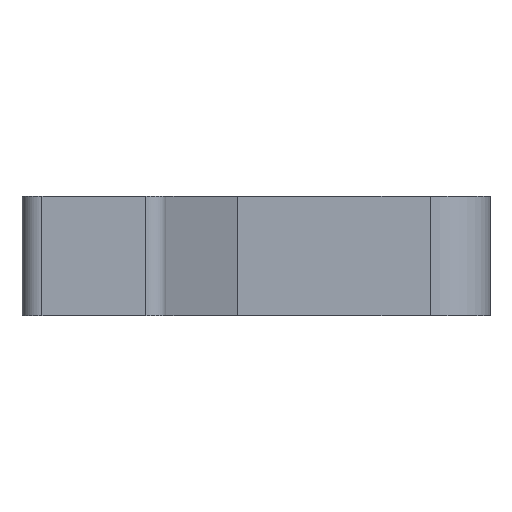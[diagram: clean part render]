
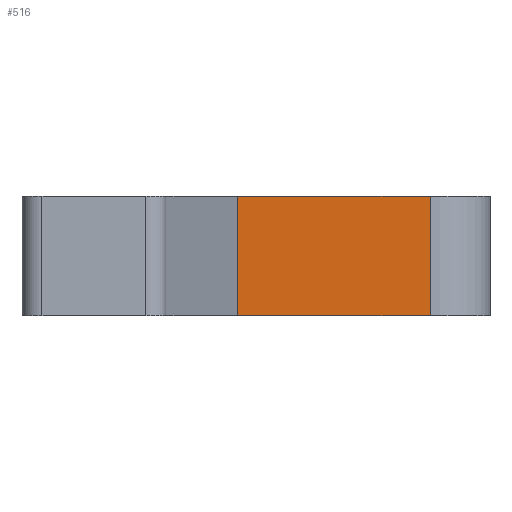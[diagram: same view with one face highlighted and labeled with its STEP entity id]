
A CAD part, left-side view. The second image highlights one B-rep face of the part: STEP entity #516.
In plain terms, the highlighted planar face has unit normal (-1, 0, 0).
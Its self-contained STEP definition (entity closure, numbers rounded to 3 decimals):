
#20 = ORIENTED_EDGE ( 'NONE', *, *, #286, .T. ) ;
#54 = CARTESIAN_POINT ( 'NONE',  ( -9.398, -8.43, -3. ) ) ;
#65 = CARTESIAN_POINT ( 'NONE',  ( -9.398, 1.189, 3. ) ) ;
#201 = AXIS2_PLACEMENT_3D ( 'NONE', #524, #478, #477 ) ;
#205 = LINE ( 'NONE', #797, #653 ) ;
#222 = FACE_OUTER_BOUND ( 'NONE', #506, .T. ) ;
#286 = EDGE_CURVE ( 'NONE', #808, #495, #205, .T. ) ;
#290 = EDGE_CURVE ( 'NONE', #495, #869, #814, .T. ) ;
#291 = EDGE_CURVE ( 'NONE', #353, #869, #953, .T. ) ;
#293 = EDGE_CURVE ( 'NONE', #808, #353, #464, .T. ) ;
#353 = VERTEX_POINT ( 'NONE', #642 ) ;
#423 = VECTOR ( 'NONE', #781, 1000. ) ;
#464 = LINE ( 'NONE', #794, #937 ) ;
#477 = DIRECTION ( 'NONE',  ( 0., 0., -1. ) ) ;
#478 = DIRECTION ( 'NONE',  ( 1., 0., 0. ) ) ;
#479 = PLANE ( 'NONE',  #201 ) ;
#483 = ORIENTED_EDGE ( 'NONE', *, *, #290, .T. ) ;
#495 = VERTEX_POINT ( 'NONE', #518 ) ;
#506 = EDGE_LOOP ( 'NONE', ( #483, #683, #833, #20 ) ) ;
#516 = ADVANCED_FACE ( 'NONE', ( #222 ), #479, .F. ) ;
#518 = CARTESIAN_POINT ( 'NONE',  ( -9.398, 1.189, -3. ) ) ;
#524 = CARTESIAN_POINT ( 'NONE',  ( -9.398, 0., 3. ) ) ;
#642 = CARTESIAN_POINT ( 'NONE',  ( -9.398, -8.43, 3. ) ) ;
#653 = VECTOR ( 'NONE', #792, 1000. ) ;
#683 = ORIENTED_EDGE ( 'NONE', *, *, #291, .F. ) ;
#779 = DIRECTION ( 'NONE',  ( 0., -1., 0. ) ) ;
#781 = DIRECTION ( 'NONE',  ( 0., 0., -1. ) ) ;
#783 = CARTESIAN_POINT ( 'NONE',  ( -9.398, -8.43, 3. ) ) ;
#785 = DIRECTION ( 'NONE',  ( 0., -1., 0. ) ) ;
#790 = CARTESIAN_POINT ( 'NONE',  ( -9.398, 0., -3. ) ) ;
#792 = DIRECTION ( 'NONE',  ( 0., 0., -1. ) ) ;
#793 = VECTOR ( 'NONE', #785, 1000. ) ;
#794 = CARTESIAN_POINT ( 'NONE',  ( -9.398, 0., 3. ) ) ;
#797 = CARTESIAN_POINT ( 'NONE',  ( -9.398, 1.189, 3. ) ) ;
#808 = VERTEX_POINT ( 'NONE', #65 ) ;
#814 = LINE ( 'NONE', #790, #793 ) ;
#833 = ORIENTED_EDGE ( 'NONE', *, *, #293, .F. ) ;
#869 = VERTEX_POINT ( 'NONE', #54 ) ;
#937 = VECTOR ( 'NONE', #779, 1000. ) ;
#953 = LINE ( 'NONE', #783, #423 ) ;
